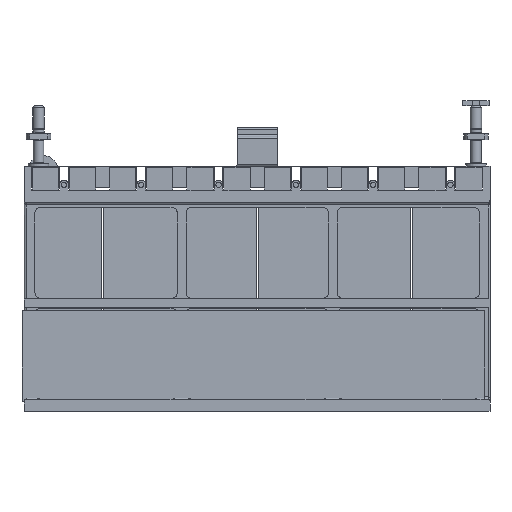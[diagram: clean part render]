
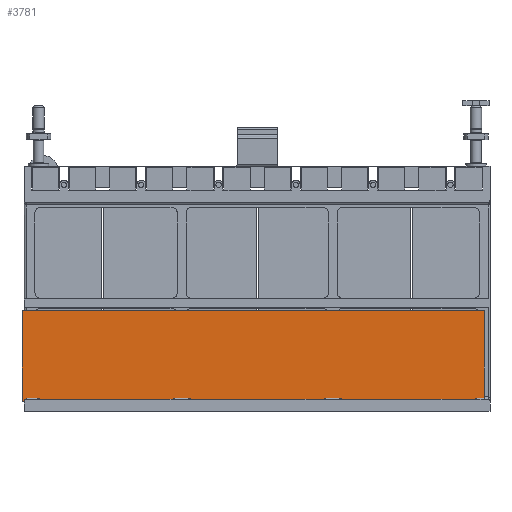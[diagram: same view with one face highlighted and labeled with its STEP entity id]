
A CAD part, front view. The second image highlights one B-rep face of the part: STEP entity #3781.
In plain terms, the highlighted planar face has unit normal (0, -1, 0).
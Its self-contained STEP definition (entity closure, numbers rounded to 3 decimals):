
#3781=ADVANCED_FACE('',(#5724),#4922,.T.);
#4922=PLANE('',#24972);
#5724=FACE_OUTER_BOUND('',#6778,.T.);
#6778=EDGE_LOOP('',(#8081,#8082,#8083,#8084));
#8081=ORIENTED_EDGE('',*,*,#16649,.T.);
#8082=ORIENTED_EDGE('',*,*,#16653,.T.);
#8083=ORIENTED_EDGE('',*,*,#16656,.T.);
#8084=ORIENTED_EDGE('',*,*,#16658,.T.);
#14521=VERTEX_POINT('',#32527);
#14522=VERTEX_POINT('',#32529);
#14524=VERTEX_POINT('',#32535);
#14526=VERTEX_POINT('',#32541);
#16649=EDGE_CURVE('',#14522,#14521,#19876,.T.);
#16653=EDGE_CURVE('',#14521,#14524,#19880,.T.);
#16656=EDGE_CURVE('',#14524,#14526,#19883,.T.);
#16658=EDGE_CURVE('',#14526,#14522,#19885,.T.);
#19876=LINE('',#32528,#22412);
#19880=LINE('',#32536,#22416);
#19883=LINE('',#32542,#22419);
#19885=LINE('',#32545,#22421);
#22412=VECTOR('',#26637,1.);
#22416=VECTOR('',#26643,1.);
#22419=VECTOR('',#26648,1.);
#22421=VECTOR('',#26652,1.);
#24972=AXIS2_PLACEMENT_3D('',#32547,#26655,#26656);
#26637=DIRECTION('',(0.,0.,-1.));
#26643=DIRECTION('',(1.,0.,0.));
#26648=DIRECTION('',(0.,0.,1.));
#26652=DIRECTION('',(-1.,0.,0.));
#26655=DIRECTION('',(0.,-1.,0.));
#26656=DIRECTION('',(0.,0.,-1.));
#32527=CARTESIAN_POINT('',(46.966,-1.,6.397));
#32528=CARTESIAN_POINT('',(46.966,-1.,57.702));
#32529=CARTESIAN_POINT('',(46.966,-1.,57.702));
#32535=CARTESIAN_POINT('',(309.966,-1.,6.397));
#32536=CARTESIAN_POINT('',(46.966,-1.,6.397));
#32541=CARTESIAN_POINT('',(309.966,-1.,57.702));
#32542=CARTESIAN_POINT('',(309.966,-1.,6.397));
#32545=CARTESIAN_POINT('',(309.966,-1.,57.702));
#32547=CARTESIAN_POINT('',(0.,-1.,0.));
